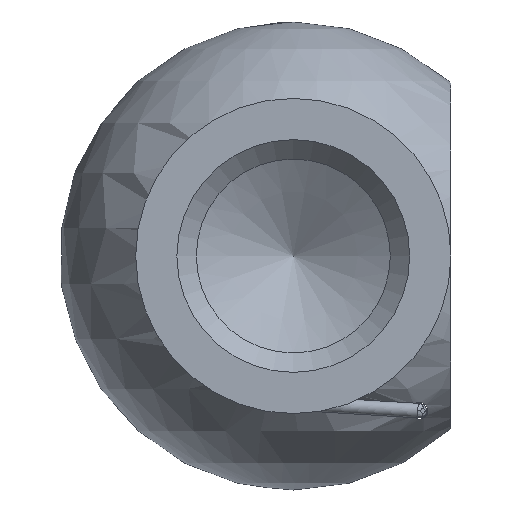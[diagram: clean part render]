
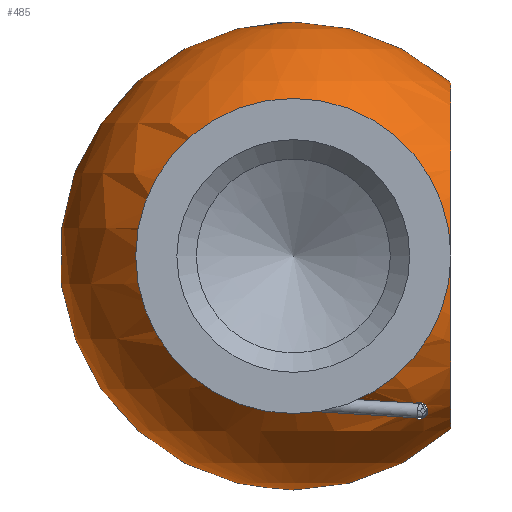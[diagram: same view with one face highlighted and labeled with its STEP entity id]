
A CAD part, front view. The second image highlights one B-rep face of the part: STEP entity #485.
In plain terms, the highlighted spherical face has radius 9.65 mm.
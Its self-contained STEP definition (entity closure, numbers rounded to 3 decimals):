
#3 = CARTESIAN_POINT ( 'NONE',  ( 5.296, 4.466, -6.719 ) ) ;
#8 = ORIENTED_EDGE ( 'NONE', *, *, #239, .F. ) ;
#24 = CARTESIAN_POINT ( 'NONE',  ( 4.864, -5.238, -6.483 ) ) ;
#38 = CIRCLE ( 'NONE', #728, 5.973 ) ;
#39 = CARTESIAN_POINT ( 'NONE',  ( 4.977, -5.571, -6.109 ) ) ;
#50 = EDGE_LOOP ( 'NONE', ( #859 ) ) ;
#61 = VERTEX_POINT ( 'NONE', #697 ) ;
#84 = CARTESIAN_POINT ( 'NONE',  ( 4.978, 4.903, -6.658 ) ) ;
#90 = CARTESIAN_POINT ( 'NONE',  ( 5.197, 4.561, -6.732 ) ) ;
#96 = CARTESIAN_POINT ( 'NONE',  ( 4.849, 5.414, -6.349 ) ) ;
#122 = CARTESIAN_POINT ( 'NONE',  ( 5.03, -5.572, -6.064 ) ) ;
#148 = CARTESIAN_POINT ( 'NONE',  ( 5.375, -5.243, -6.063 ) ) ;
#162 = CARTESIAN_POINT ( 'NONE',  ( 6.5, -7.132, 0. ) ) ;
#165 = CARTESIAN_POINT ( 'NONE',  ( 5.441, 5.113, -6.115 ) ) ;
#177 = FACE_OUTER_BOUND ( 'NONE', #767, .T. ) ;
#191 = CARTESIAN_POINT ( 'NONE',  ( 6.5, 0., 0. ) ) ;
#231 = VERTEX_POINT ( 'NONE', #162 ) ;
#235 = CARTESIAN_POINT ( 'NONE',  ( 5.973, -7.579, 0. ) ) ;
#238 = CARTESIAN_POINT ( 'NONE',  ( 4.983, -4.891, -6.662 ) ) ;
#239 = EDGE_CURVE ( 'NONE', #510, #510, #38, .T. ) ;
#251 = FACE_BOUND ( 'NONE', #50, .T. ) ;
#269 = CARTESIAN_POINT ( 'NONE',  ( 5.154, 4.616, -6.727 ) ) ;
#289 = CARTESIAN_POINT ( 'NONE',  ( 4.977, -5.571, -6.109 ) ) ;
#293 = CARTESIAN_POINT ( 'NONE',  ( 5.447, -4.418, -6.629 ) ) ;
#319 = CARTESIAN_POINT ( 'NONE',  ( 4.977, -5.571, -6.109 ) ) ;
#326 = CARTESIAN_POINT ( 'NONE',  ( 5.505, -4.459, -6.552 ) ) ;
#330 = AXIS2_PLACEMENT_3D ( 'NONE', #191, #944, #1209 ) ;
#337 = CARTESIAN_POINT ( 'NONE',  ( 5.504, 4.45, -6.56 ) ) ;
#342 = CARTESIAN_POINT ( 'NONE',  ( 4.895, 5.546, -6.197 ) ) ;
#357 = CARTESIAN_POINT ( 'NONE',  ( 5.382, 5.23, -6.068 ) ) ;
#369 = AXIS2_PLACEMENT_3D ( 'NONE', #831, #740, #654 ) ;
#379 = CARTESIAN_POINT ( 'NONE',  ( 4.913, -5.066, -6.582 ) ) ;
#398 = CARTESIAN_POINT ( 'NONE',  ( 5.522, -4.891, -6.223 ) ) ;
#402 = EDGE_LOOP ( 'NONE', ( #778 ) ) ;
#408 = EDGE_CURVE ( 'NONE', #1007, #1007, #563, .T. ) ;
#420 = CARTESIAN_POINT ( 'NONE',  ( 5.518, -4.48, -6.527 ) ) ;
#429 = DIRECTION ( 'NONE',  ( 0., -1., 0. ) ) ;
#436 = CARTESIAN_POINT ( 'NONE',  ( 5.355, 4.423, -6.7 ) ) ;
#440 = CARTESIAN_POINT ( 'NONE',  ( 5.109, 5.531, -6.036 ) ) ;
#448 = CARTESIAN_POINT ( 'NONE',  ( 4.886, 5.135, -6.549 ) ) ;
#449 = EDGE_CURVE ( 'NONE', #61, #61, #1126, .T. ) ;
#455 = CARTESIAN_POINT ( 'NONE',  ( 5.411, 4.418, -6.658 ) ) ;
#480 = CARTESIAN_POINT ( 'NONE',  ( 4.848, -5.401, -6.36 ) ) ;
#485 = ADVANCED_FACE ( 'NONE', ( #749, #839, #251, #177 ), #755, .T. ) ;
#510 = VERTEX_POINT ( 'NONE', #235 ) ;
#543 = CARTESIAN_POINT ( 'NONE',  ( 5.411, 4.418, -6.658 ) ) ;
#556 = CARTESIAN_POINT ( 'NONE',  ( 5.543, 4.541, -6.464 ) ) ;
#563 = B_SPLINE_CURVE_WITH_KNOTS ( 'NONE', 3,
 ( #289, #677, #1170, #1059, #480, #698, #24, #672, #379, #238, #780, #625, #1009, #981, #769, #1156, #1054, #293, #722, #326, #420, #821, #1094, #1194, #398, #802, #148, #592, #1154, #980, #122, #39 ),
 .UNSPECIFIED., .T., .F.,
 ( 4, 2, 2, 2, 2, 2, 2, 2, 2, 2, 2, 2, 2, 2, 2, 4 ),
 ( 0., 0., 0., 0.001, 0.001, 0.001, 0.001, 0.002, 0.002, 0.002, 0.002, 0.002, 0.002, 0.003, 0.003, 0.003 ),
 .UNSPECIFIED. ) ;
#568 = EDGE_LOOP ( 'NONE', ( #670 ) ) ;
#592 = CARTESIAN_POINT ( 'NONE',  ( 5.25, -5.405, -6.029 ) ) ;
#625 = CARTESIAN_POINT ( 'NONE',  ( 5.16, -4.607, -6.728 ) ) ;
#654 = DIRECTION ( 'NONE',  ( 1., 0., 0. ) ) ;
#661 = CARTESIAN_POINT ( 'NONE',  ( 5.215, 5.444, -6.024 ) ) ;
#670 = ORIENTED_EDGE ( 'NONE', *, *, #408, .F. ) ;
#672 = CARTESIAN_POINT ( 'NONE',  ( 4.894, -5.124, -6.552 ) ) ;
#677 = CARTESIAN_POINT ( 'NONE',  ( 4.923, -5.57, -6.153 ) ) ;
#682 = CIRCLE ( 'NONE', #330, 7.132 ) ;
#697 = CARTESIAN_POINT ( 'NONE',  ( 5.411, 4.418, -6.658 ) ) ;
#698 = CARTESIAN_POINT ( 'NONE',  ( 4.854, -5.295, -6.445 ) ) ;
#722 = CARTESIAN_POINT ( 'NONE',  ( 5.47, -4.427, -6.603 ) ) ;
#728 = AXIS2_PLACEMENT_3D ( 'NONE', #1087, #429, #1191 ) ;
#740 = DIRECTION ( 'NONE',  ( 0., 0., 1. ) ) ;
#749 = FACE_BOUND ( 'NONE', #568, .T. ) ;
#755 = SPHERICAL_SURFACE ( 'NONE', #369, 9.65 ) ;
#767 = EDGE_LOOP ( 'NONE', ( #8 ) ) ;
#769 = CARTESIAN_POINT ( 'NONE',  ( 5.306, -4.461, -6.713 ) ) ;
#778 = ORIENTED_EDGE ( 'NONE', *, *, #449, .F. ) ;
#780 = CARTESIAN_POINT ( 'NONE',  ( 5.044, -4.773, -6.702 ) ) ;
#802 = CARTESIAN_POINT ( 'NONE',  ( 5.436, -5.125, -6.11 ) ) ;
#821 = CARTESIAN_POINT ( 'NONE',  ( 5.545, -4.55, -6.455 ) ) ;
#831 = CARTESIAN_POINT ( 'NONE',  ( 0., 0., 0. ) ) ;
#839 = FACE_BOUND ( 'NONE', #402, .T. ) ;
#843 = CARTESIAN_POINT ( 'NONE',  ( 5.525, 4.88, -6.229 ) ) ;
#852 = CARTESIAN_POINT ( 'NONE',  ( 4.854, 5.465, -6.301 ) ) ;
#859 = ORIENTED_EDGE ( 'NONE', *, *, #966, .F. ) ;
#930 = CARTESIAN_POINT ( 'NONE',  ( 5.038, 4.784, -6.699 ) ) ;
#939 = CARTESIAN_POINT ( 'NONE',  ( 4.934, 5.575, -6.14 ) ) ;
#944 = DIRECTION ( 'NONE',  ( 1., 0., 0. ) ) ;
#966 = EDGE_CURVE ( 'NONE', #231, #231, #682, .T. ) ;
#980 = CARTESIAN_POINT ( 'NONE',  ( 5.094, -5.54, -6.04 ) ) ;
#981 = CARTESIAN_POINT ( 'NONE',  ( 5.279, -4.483, -6.72 ) ) ;
#1007 = VERTEX_POINT ( 'NONE', #319 ) ;
#1009 = CARTESIAN_POINT ( 'NONE',  ( 5.204, -4.553, -6.732 ) ) ;
#1017 = CARTESIAN_POINT ( 'NONE',  ( 5.046, 5.567, -6.056 ) ) ;
#1032 = CARTESIAN_POINT ( 'NONE',  ( 4.854, 5.253, -6.48 ) ) ;
#1054 = CARTESIAN_POINT ( 'NONE',  ( 5.393, -4.418, -6.672 ) ) ;
#1059 = CARTESIAN_POINT ( 'NONE',  ( 4.852, -5.453, -6.313 ) ) ;
#1087 = CARTESIAN_POINT ( 'NONE',  ( 0., -7.579, 0. ) ) ;
#1094 = CARTESIAN_POINT ( 'NONE',  ( 5.551, -4.605, -6.412 ) ) ;
#1099 = CARTESIAN_POINT ( 'NONE',  ( 5.55, 4.595, -6.42 ) ) ;
#1126 = B_SPLINE_CURVE_WITH_KNOTS ( 'NONE', 3,
 ( #455, #436, #3, #90, #269, #930, #84, #448, #1032, #96, #852, #342, #939, #1017, #440, #661, #1129, #357, #165, #843, #1207, #1099, #556, #337, #1218, #543 ),
 .UNSPECIFIED., .T., .F.,
 ( 4, 2, 2, 2, 2, 2, 2, 2, 2, 2, 2, 2, 4 ),
 ( 0., 0., 0., 0.001, 0.001, 0.001, 0.002, 0.002, 0.002, 0.002, 0.003, 0.003, 0.003 ),
 .UNSPECIFIED. ) ;
#1129 = CARTESIAN_POINT ( 'NONE',  ( 5.261, 5.392, -6.031 ) ) ;
#1154 = CARTESIAN_POINT ( 'NONE',  ( 5.203, -5.456, -6.024 ) ) ;
#1156 = CARTESIAN_POINT ( 'NONE',  ( 5.363, -4.429, -6.69 ) ) ;
#1170 = CARTESIAN_POINT ( 'NONE',  ( 4.888, -5.537, -6.21 ) ) ;
#1191 = DIRECTION ( 'NONE',  ( 1., 0., 0. ) ) ;
#1194 = CARTESIAN_POINT ( 'NONE',  ( 5.548, -4.772, -6.291 ) ) ;
#1207 = CARTESIAN_POINT ( 'NONE',  ( 5.55, 4.762, -6.298 ) ) ;
#1209 = DIRECTION ( 'NONE',  ( 0., -1., 0. ) ) ;
#1218 = CARTESIAN_POINT ( 'NONE',  ( 5.467, 4.413, -6.615 ) ) ;
